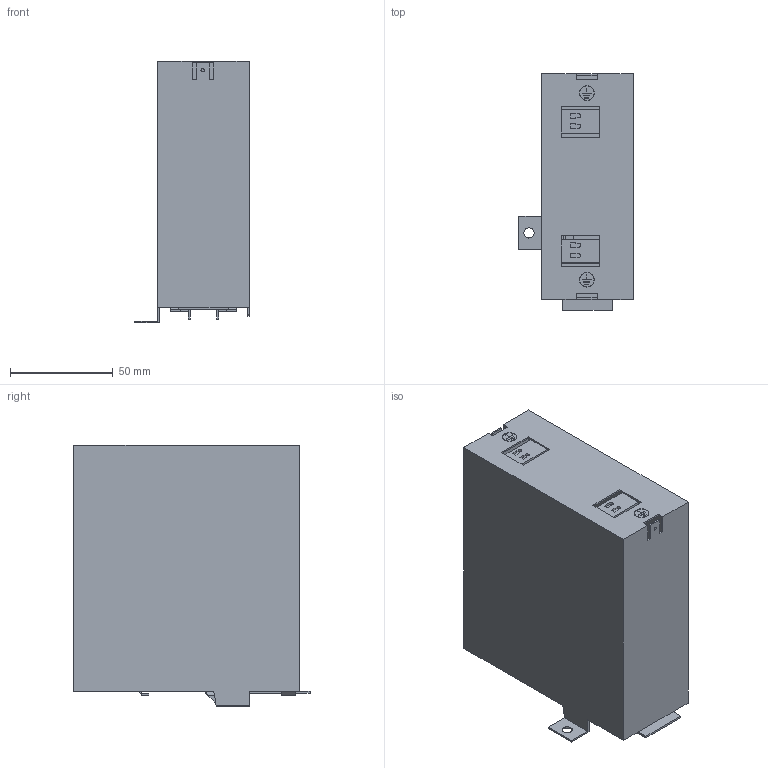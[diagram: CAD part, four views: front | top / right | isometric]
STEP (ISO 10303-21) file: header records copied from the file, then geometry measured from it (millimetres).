
FILE_DESCRIPTION (( 'STEP AP214' ), '1' );
FILE_NAME ('403020.STEP', '2022-01-04T07:27:10', ( '' ), ( '' ), 'SwSTEP 2.0', 'SolidWorks 2018', '' );
FILE_SCHEMA (( 'AUTOMOTIVE_DESIGN' ));
Length unit declared in the file: millimetre
Products named in the file (1): 403020
Bounding box: 55.76 x 115 x 127.36 mm (x, y, z)
Volume: 42914 mm3; surface area: 94792.9 mm2
Topology: 1 solids, 1 shells, 290 faces, 798 edges, 514 vertices
Faces by surface type: plane 250, cylinder 24, bspline 16
Entity records: 9493 total; most frequent: CARTESIAN_POINT 2154, ORIENTED_EDGE 1596, DIRECTION 1345, EDGE_CURVE 798, VECTOR 707, LINE 707, VERTEX_POINT 514, EDGE_LOOP 322
